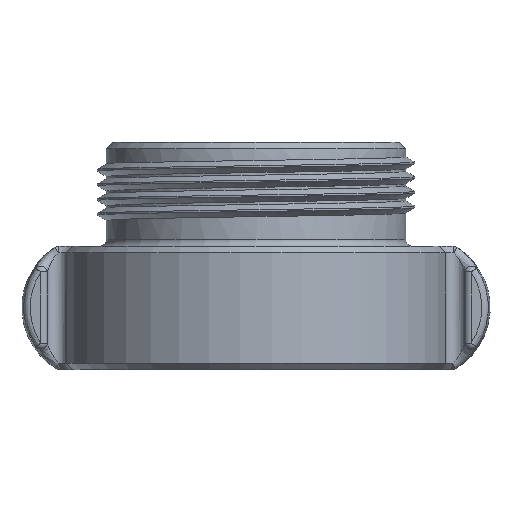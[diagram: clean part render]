
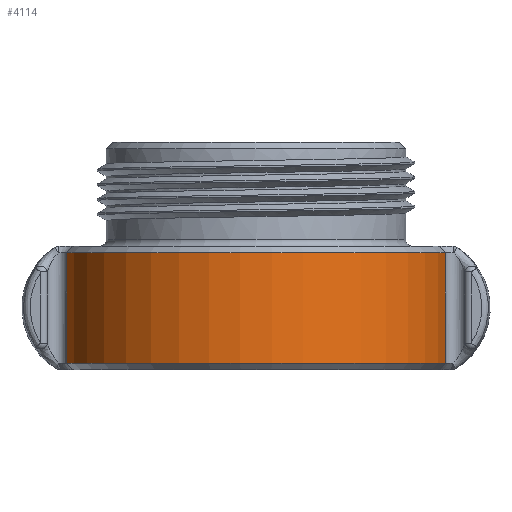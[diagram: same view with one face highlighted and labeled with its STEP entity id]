
A CAD part, left-side view. The second image highlights one B-rep face of the part: STEP entity #4114.
In plain terms, the highlighted cylindrical face has radius 46.831 mm (diameter 93.662 mm), a partial arc.
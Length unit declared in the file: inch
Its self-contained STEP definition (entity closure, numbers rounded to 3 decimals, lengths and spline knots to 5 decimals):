
#19=CARTESIAN_POINT('',(0.,0.,1.213));
#20=DIRECTION('',(0.,0.,-1.));
#21=DIRECTION('',(-0.161,-0.987,0.));
#22=AXIS2_PLACEMENT_3D('',#19,#20,#21);
#24=DIRECTION('',(0.,0.,-1.));
#25=VECTOR('',#24,1.061);
#26=CARTESIAN_POINT('',(-0.29738,-1.81961,1.213));
#27=LINE('',#26,#25);
#28=CARTESIAN_POINT('',(0.,0.,0.152));
#29=DIRECTION('',(0.,0.,1.));
#30=DIRECTION('',(-0.161,0.987,0.));
#31=AXIS2_PLACEMENT_3D('',#28,#29,#30);
#33=DIRECTION('',(0.,0.,-1.));
#34=VECTOR('',#33,1.061);
#35=CARTESIAN_POINT('',(-0.29738,1.81961,1.213));
#36=LINE('',#35,#34);
#3925=CARTESIAN_POINT('',(-0.29738,1.81961,
1.213));
#3927=VERTEX_POINT('',#3925);
#3961=CARTESIAN_POINT('',(-0.29738,-1.81961,
1.213));
#3962=VERTEX_POINT('',#3961);
#3981=CARTESIAN_POINT('',(-0.29738,1.81961,
0.152));
#3982=VERTEX_POINT('',#3981);
#3985=CARTESIAN_POINT('',(-0.29738,-1.81961,
0.152));
#3986=VERTEX_POINT('',#3985);
#4099=CARTESIAN_POINT('',(0.,0.,2.82188));
#4100=DIRECTION('',(0.,0.,-1.));
#4101=DIRECTION('',(0.,-1.,0.));
#4102=AXIS2_PLACEMENT_3D('',#4099,#4100,#4101);
#4103=CYLINDRICAL_SURFACE('',#4102,1.84375);
#4105=ORIENTED_EDGE('',*,*,#4104,.F.);
#4107=ORIENTED_EDGE('',*,*,#4106,.T.);
#4109=ORIENTED_EDGE('',*,*,#4108,.F.);
#4111=ORIENTED_EDGE('',*,*,#4110,.F.);
#4112=EDGE_LOOP('',(#4105,#4107,#4109,#4111));
#4113=FACE_OUTER_BOUND('',#4112,.F.);
#23=CIRCLE('',#22,1.84375);
#32=CIRCLE('',#31,1.84375);
#4104=EDGE_CURVE('',#3962,#3927,#23,.T.);
#4106=EDGE_CURVE('',#3962,#3986,#27,.T.);
#4108=EDGE_CURVE('',#3982,#3986,#32,.T.);
#4110=EDGE_CURVE('',#3927,#3982,#36,.T.);
#4114=ADVANCED_FACE('',(#4113),#4103,.T.);
